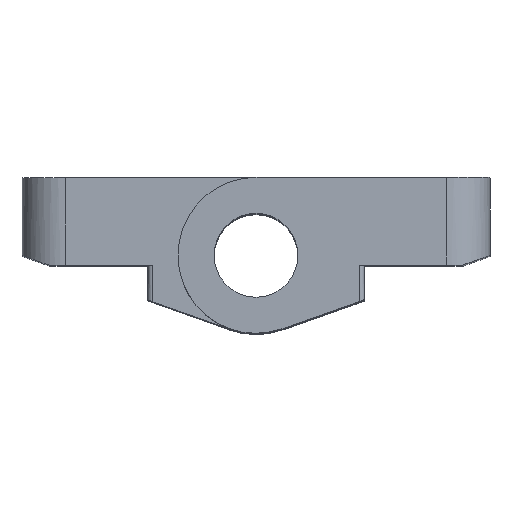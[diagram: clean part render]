
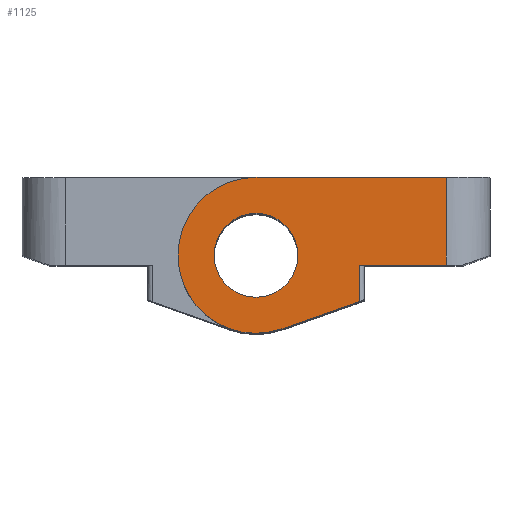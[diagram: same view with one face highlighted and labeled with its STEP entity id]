
A CAD part, top view. The second image highlights one B-rep face of the part: STEP entity #1125.
In plain terms, the highlighted planar face has unit normal (0, 0, 1).
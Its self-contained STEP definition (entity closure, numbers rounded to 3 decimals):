
#31=FACE_BOUND('',#143,.T.);
#51=PLANE('',#1221);
#82=FACE_OUTER_BOUND('',#142,.T.);
#142=EDGE_LOOP('',(#766,#767,#768,#769,#770,#771));
#143=EDGE_LOOP('',(#772));
#237=LINE('',#1734,#323);
#240=LINE('',#1748,#326);
#243=LINE('',#1770,#329);
#244=LINE('',#1773,#330);
#245=LINE('',#1774,#331);
#323=VECTOR('',#1359,10.);
#326=VECTOR('',#1372,10.);
#329=VECTOR('',#1389,10.);
#330=VECTOR('',#1392,10.);
#331=VECTOR('',#1393,10.);
#414=CIRCLE('',#1222,4.);
#415=CIRCLE('',#1223,2.15);
#468=VERTEX_POINT('',#1730);
#470=VERTEX_POINT('',#1733);
#474=VERTEX_POINT('',#1742);
#476=VERTEX_POINT('',#1746);
#482=VERTEX_POINT('',#1769);
#483=VERTEX_POINT('',#1771);
#484=VERTEX_POINT('',#1775);
#581=EDGE_CURVE('',#470,#468,#237,.T.);
#588=EDGE_CURVE('',#474,#476,#240,.T.);
#596=EDGE_CURVE('',#468,#482,#243,.F.);
#597=EDGE_CURVE('',#483,#482,#414,.T.);
#598=EDGE_CURVE('',#474,#483,#244,.T.);
#599=EDGE_CURVE('',#470,#476,#245,.T.);
#600=EDGE_CURVE('',#484,#484,#415,.T.);
#766=ORIENTED_EDGE('',*,*,#581,.T.);
#767=ORIENTED_EDGE('',*,*,#596,.T.);
#768=ORIENTED_EDGE('',*,*,#597,.F.);
#769=ORIENTED_EDGE('',*,*,#598,.F.);
#770=ORIENTED_EDGE('',*,*,#588,.T.);
#771=ORIENTED_EDGE('',*,*,#599,.F.);
#772=ORIENTED_EDGE('',*,*,#600,.F.);
#1125=ADVANCED_FACE('',(#82,#31),#51,.F.);
#1221=AXIS2_PLACEMENT_3D('',#1768,#1387,#1388);
#1222=AXIS2_PLACEMENT_3D('',#1772,#1390,#1391);
#1223=AXIS2_PLACEMENT_3D('',#1776,#1394,#1395);
#1359=DIRECTION('',(0.,1.,0.));
#1372=DIRECTION('',(0.,1.,0.));
#1387=DIRECTION('center_axis',(0.,0.,
-1.));
#1388=DIRECTION('ref_axis',(-1.,0.,0.));
#1389=DIRECTION('',(1.,0.,0.));
#1390=DIRECTION('center_axis',(0.,0.,
-1.));
#1391=DIRECTION('ref_axis',(-1.,0.,0.));
#1392=DIRECTION('',(-0.943,-0.333,0.));
#1393=DIRECTION('',(-1.,0.,0.));
#1394=DIRECTION('center_axis',(0.,0.,
1.));
#1395=DIRECTION('ref_axis',(-1.,0.,0.));
#1730=CARTESIAN_POINT('',(73.75,-2.929,73.4));
#1733=CARTESIAN_POINT('',(73.75,-7.429,73.4));
#1734=CARTESIAN_POINT('',(73.75,-6.929,73.4));
#1742=CARTESIAN_POINT('',(69.3,-9.298,73.4));
#1746=CARTESIAN_POINT('',(69.3,-7.429,73.4));
#1748=CARTESIAN_POINT('',(69.3,-7.429,73.4));
#1768=CARTESIAN_POINT('Origin',(68.,-6.929,73.4));
#1769=CARTESIAN_POINT('',(64.,-2.929,73.4));
#1770=CARTESIAN_POINT('',(72.,-2.929,73.4));
#1771=CARTESIAN_POINT('',(65.333,-10.7,73.4));
#1772=CARTESIAN_POINT('Origin',(64.,-6.929,73.4));
#1773=CARTESIAN_POINT('',(67.111,-10.072,73.4));
#1774=CARTESIAN_POINT('',(70.062,-7.429,73.4));
#1775=CARTESIAN_POINT('',(66.15,-6.929,73.4));
#1776=CARTESIAN_POINT('Origin',(64.,-6.929,73.4));
